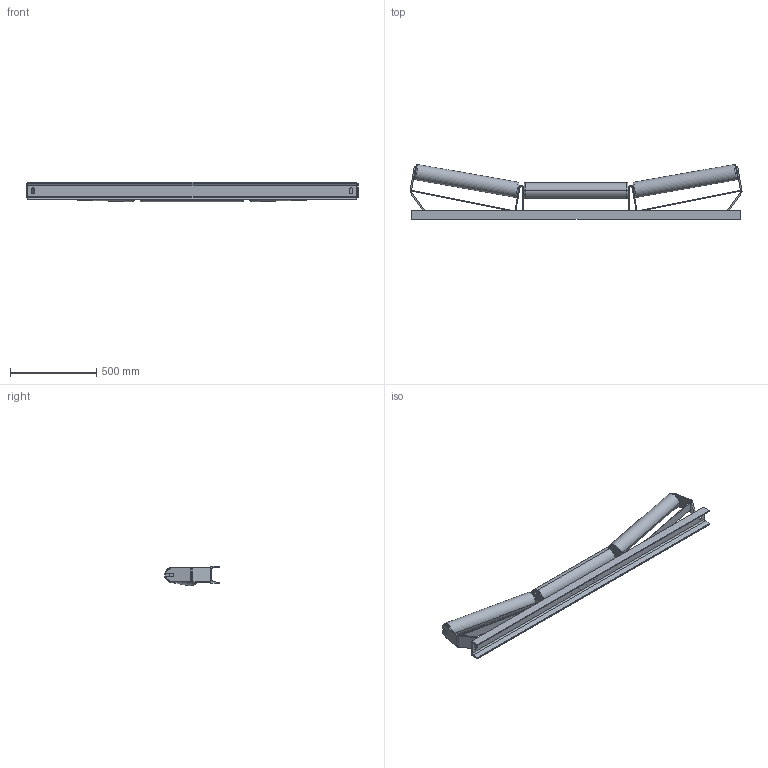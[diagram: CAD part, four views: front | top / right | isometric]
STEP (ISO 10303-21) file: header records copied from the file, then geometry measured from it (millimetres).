
FILE_DESCRIPTION (( 'STEP AP214' ), '1' );
FILE_NAME ('Support SRLM 53301 E167 UPN100 B1600 10° axe Ø25 Rouleau Ø89 avec pincement.step', '2021-10-21T15:50:19', ( '' ), ( '' ), 'SwSTEP 2.0', 'SolidWorks 2019', '' );
FILE_SCHEMA (( 'AUTOMOTIVE_DESIGN' ));
Length unit declared in the file: millimetre
Products named in the file (1): Support SRLM 53301 E167 UPN100 B1600 10° axe Ø25 Rouleau Ø89 avec pincement
Bounding box: 1920.8 x 317.58 x 114.5 mm (x, y, z)
Volume: 5898582.2 mm3; surface area: 2165713.9 mm2
Topology: 10 solids, 13 shells, 302 faces, 745 edges, 482 vertices
Faces by surface type: plane 205, cylinder 68, bspline 17, torus 12
Entity records: 9100 total; most frequent: CARTESIAN_POINT 1751, ORIENTED_EDGE 1490, DIRECTION 1467, EDGE_CURVE 745, VECTOR 527, LINE 527, VERTEX_POINT 482, AXIS2_PLACEMENT_3D 470
